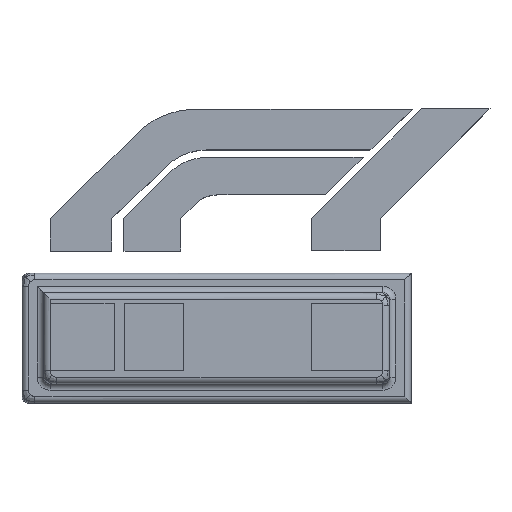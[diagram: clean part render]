
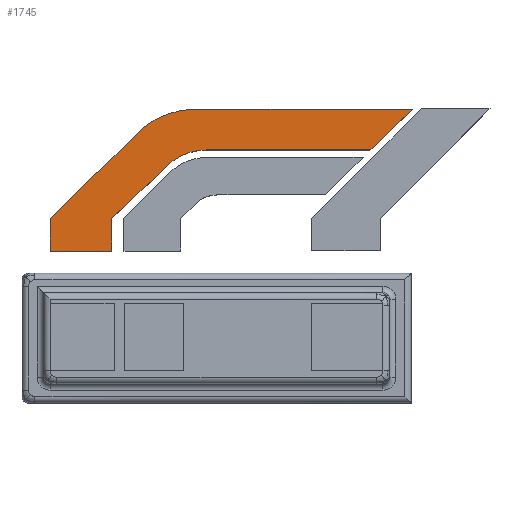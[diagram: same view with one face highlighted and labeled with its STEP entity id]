
A CAD part, top view. The second image highlights one B-rep face of the part: STEP entity #1745.
In plain terms, the highlighted planar face has unit normal (0, 0, 1).
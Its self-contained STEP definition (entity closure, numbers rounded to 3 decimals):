
#101=CIRCLE('',#1873,26.579);
#103=CIRCLE('',#1878,38.582);
#221=FACE_OUTER_BOUND('',#329,.T.);
#329=EDGE_LOOP('',(#1243,#1244,#1245,#1246,#1247,#1248,#1249,#1250,#1251,
#1252));
#445=LINE('',#2562,#592);
#449=LINE('',#2571,#596);
#453=LINE('',#2578,#600);
#457=LINE('',#2587,#604);
#460=LINE('',#2593,#607);
#463=LINE('',#2599,#610);
#467=LINE('',#2609,#614);
#469=LINE('',#2614,#616);
#592=VECTOR('',#2078,10.);
#596=VECTOR('',#2084,10.);
#600=VECTOR('',#2090,10.);
#604=VECTOR('',#2096,20.);
#607=VECTOR('',#2101,20.);
#610=VECTOR('',#2106,20.);
#614=VECTOR('',#2118,20.);
#616=VECTOR('',#2122,20.);
#733=VERTEX_POINT('',#2560);
#734=VERTEX_POINT('',#2561);
#737=VERTEX_POINT('',#2569);
#738=VERTEX_POINT('',#2570);
#743=VERTEX_POINT('',#2584);
#744=VERTEX_POINT('',#2586);
#746=VERTEX_POINT('',#2592);
#748=VERTEX_POINT('',#2598);
#750=VERTEX_POINT('',#2604);
#752=VERTEX_POINT('',#2613);
#910=EDGE_CURVE('',#733,#734,#445,.T.);
#914=EDGE_CURVE('',#737,#738,#449,.T.);
#918=EDGE_CURVE('',#734,#737,#453,.T.);
#922=EDGE_CURVE('',#744,#743,#457,.T.);
#925=EDGE_CURVE('',#746,#744,#460,.T.);
#928=EDGE_CURVE('',#748,#746,#463,.T.);
#931=EDGE_CURVE('',#750,#748,#101,.T.);
#934=EDGE_CURVE('',#733,#750,#467,.T.);
#936=EDGE_CURVE('',#752,#738,#469,.T.);
#939=EDGE_CURVE('',#743,#752,#103,.T.);
#1243=ORIENTED_EDGE('',*,*,#939,.T.);
#1244=ORIENTED_EDGE('',*,*,#936,.T.);
#1245=ORIENTED_EDGE('',*,*,#914,.F.);
#1246=ORIENTED_EDGE('',*,*,#918,.F.);
#1247=ORIENTED_EDGE('',*,*,#910,.F.);
#1248=ORIENTED_EDGE('',*,*,#934,.T.);
#1249=ORIENTED_EDGE('',*,*,#931,.T.);
#1250=ORIENTED_EDGE('',*,*,#928,.T.);
#1251=ORIENTED_EDGE('',*,*,#925,.T.);
#1252=ORIENTED_EDGE('',*,*,#922,.T.);
#1687=PLANE('',#1879);
#1745=ADVANCED_FACE('',(#221),#1687,.T.);
#1873=AXIS2_PLACEMENT_3D('',#2605,#2112,#2113);
#1878=AXIS2_PLACEMENT_3D('',#2618,#2128,#2129);
#1879=AXIS2_PLACEMENT_3D('',#2619,#2130,#2131);
#2078=DIRECTION('',(0.001,-1.,0.));
#2084=DIRECTION('',(-0.001,1.,0.));
#2090=DIRECTION('',(-1.,-0.001,0.));
#2096=DIRECTION('',(-1.,0.,0.));
#2101=DIRECTION('',(0.721,0.693,0.));
#2106=DIRECTION('',(1.,0.,0.));
#2112=DIRECTION('center_axis',(0.,0.,-1.));
#2113=DIRECTION('ref_axis',(0.,1.,0.));
#2118=DIRECTION('',(0.721,0.693,0.));
#2122=DIRECTION('',(-0.712,-0.702,0.));
#2128=DIRECTION('center_axis',(0.,0.,1.));
#2129=DIRECTION('ref_axis',(-0.036,0.999,0.));
#2130=DIRECTION('center_axis',(0.,0.,1.));
#2131=DIRECTION('ref_axis',(1.,0.,0.));
#2560=CARTESIAN_POINT('',(-108.412,-24.818,15.));
#2561=CARTESIAN_POINT('',(-108.404,-39.818,15.));
#2562=CARTESIAN_POINT('',(-108.412,-24.818,15.));
#2569=CARTESIAN_POINT('',(-136.816,-39.833,15.));
#2570=CARTESIAN_POINT('',(-136.824,-24.833,15.));
#2571=CARTESIAN_POINT('',(-136.816,-39.833,15.));
#2578=CARTESIAN_POINT('',(-108.404,-39.818,15.));
#2584=CARTESIAN_POINT('',(-70.994,25.818,15.));
#2586=CARTESIAN_POINT('',(30.602,25.818,15.));
#2587=CARTESIAN_POINT('',(-70.994,25.818,15.));
#2592=CARTESIAN_POINT('',(10.981,6.973,15.));
#2593=CARTESIAN_POINT('',(30.602,25.818,15.));
#2598=CARTESIAN_POINT('',(-64.656,6.973,15.));
#2599=CARTESIAN_POINT('',(10.981,6.973,15.));
#2604=CARTESIAN_POINT('',(-83.342,-0.704,15.));
#2605=CARTESIAN_POINT('Origin',(-64.656,-19.606,15.));
#2609=CARTESIAN_POINT('',(-83.342,-0.704,15.));
#2613=CARTESIAN_POINT('',(-96.717,14.728,15.));
#2614=CARTESIAN_POINT('',(-136.824,-24.833,15.));
#2618=CARTESIAN_POINT('Origin',(-69.623,-12.74,15.));
#2619=CARTESIAN_POINT('Origin',(-53.111,0.492,15.));
